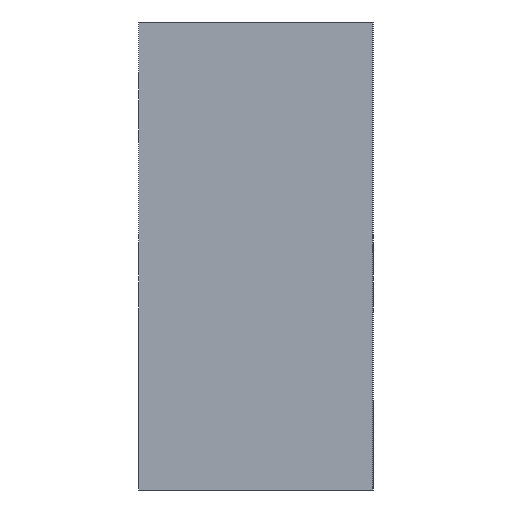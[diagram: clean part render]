
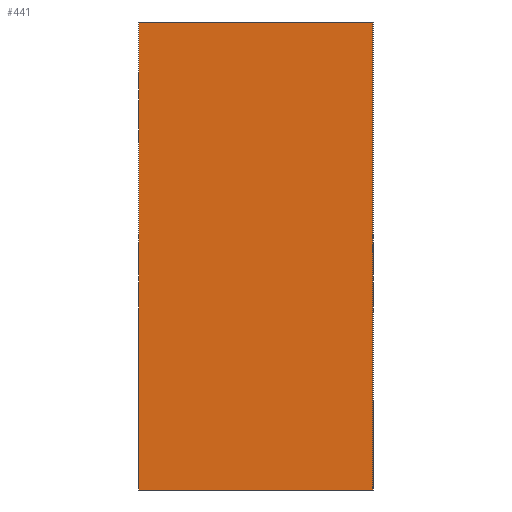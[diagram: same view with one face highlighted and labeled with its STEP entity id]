
A CAD part, left-side view. The second image highlights one B-rep face of the part: STEP entity #441.
In plain terms, the highlighted planar face has unit normal (-1, 0, 0).
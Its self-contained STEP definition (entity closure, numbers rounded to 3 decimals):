
#20=LINE($,#739,#32);
#24=LINE($,#748,#36);
#26=LINE($,#751,#38);
#28=LINE($,#754,#40);
#32=VECTOR($,#624,11.);
#36=VECTOR($,#630,11.);
#38=VECTOR($,#634,22.);
#40=VECTOR($,#638,22.);
#125=FACE_OUTER_BOUND($,#186,.T.);
#186=EDGE_LOOP($,(#381,#382,#383,#384));
#264=VERTEX_POINT($,#736);
#265=VERTEX_POINT($,#738);
#268=VERTEX_POINT($,#745);
#269=VERTEX_POINT($,#747);
#304=EDGE_CURVE($,#264,#265,#20,.T.);
#308=EDGE_CURVE($,#268,#269,#24,.T.);
#310=EDGE_CURVE($,#265,#268,#26,.T.);
#312=EDGE_CURVE($,#264,#269,#28,.T.);
#381=ORIENTED_EDGE($,*,*,#312,.T.);
#382=ORIENTED_EDGE($,*,*,#308,.F.);
#383=ORIENTED_EDGE($,*,*,#310,.F.);
#384=ORIENTED_EDGE($,*,*,#304,.F.);
#412=PLANE($,#505);
#441=ADVANCED_FACE($,(#125),#412,.F.);
#505=AXIS2_PLACEMENT_3D($,#753,#636,#637);
#624=DIRECTION($,(0.,-1.,0.));
#630=DIRECTION($,(0.,1.,0.));
#634=DIRECTION($,(0.,0.,-1.));
#636=DIRECTION('center_axis',(1.,0.,0.));
#637=DIRECTION('ref_axis',(0.,0.,-1.));
#638=DIRECTION($,(0.,0.,-1.));
#736=CARTESIAN_POINT('',(-45.,5.,22.));
#738=CARTESIAN_POINT('',(-45.,-6.,22.));
#739=CARTESIAN_POINT($,(-45.,0.,22.));
#745=CARTESIAN_POINT('',(-45.,-6.,0.));
#747=CARTESIAN_POINT('',(-45.,5.,0.));
#748=CARTESIAN_POINT($,(-45.,0.,0.));
#751=CARTESIAN_POINT($,(-45.,-6.,11.));
#753=CARTESIAN_POINT('Origin',(-45.,0.,11.));
#754=CARTESIAN_POINT($,(-45.,5.,11.));
